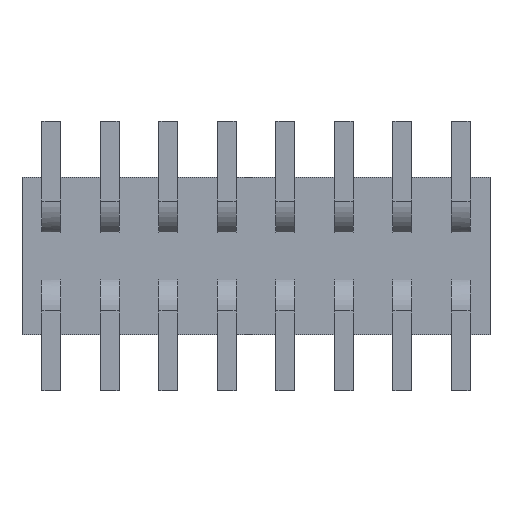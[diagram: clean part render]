
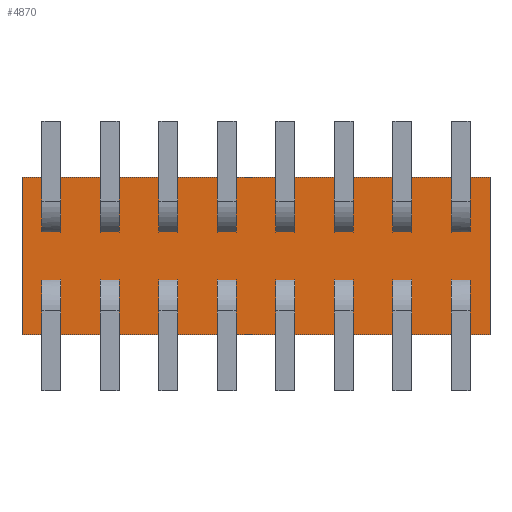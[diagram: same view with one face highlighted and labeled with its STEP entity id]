
A CAD part, front view. The second image highlights one B-rep face of the part: STEP entity #4870.
In plain terms, the highlighted planar face has unit normal (0, -1, 0).
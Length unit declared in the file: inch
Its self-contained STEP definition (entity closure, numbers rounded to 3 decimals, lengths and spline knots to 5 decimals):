
#1455=ORIENTED_EDGE('',*,*,#2143,.F.);
#1456=ORIENTED_EDGE('',*,*,#2136,.F.);
#1457=ORIENTED_EDGE('',*,*,#2162,.F.);
#1458=ORIENTED_EDGE('',*,*,#2140,.F.);
#2136=EDGE_CURVE('',#2584,#2582,#3194,.T.);
#2140=EDGE_CURVE('',#2588,#2586,#3198,.T.);
#2143=EDGE_CURVE('',#2582,#2588,#3201,.T.);
#2162=EDGE_CURVE('',#2586,#2584,#3220,.T.);
#2582=VERTEX_POINT('',#7840);
#2584=VERTEX_POINT('',#7844);
#2586=VERTEX_POINT('',#7849);
#2588=VERTEX_POINT('',#7853);
#3194=LINE('',#7845,#3816);
#3198=LINE('',#7854,#3820);
#3201=LINE('',#7860,#3823);
#3220=LINE('',#7895,#3842);
#3816=VECTOR('',#6466,39.37008);
#3820=VECTOR('',#6472,39.37008);
#3823=VECTOR('',#6477,39.37008);
#3842=VECTOR('',#6500,39.37008);
#4100=EDGE_LOOP('',(#1455,#1456,#1457,#1458));
#4358=FACE_BOUND('',#4100,.T.);
#4612=PLANE('',#5243);
#4870=ADVANCED_FACE('',(#4358),#4612,.F.);
#5243=AXIS2_PLACEMENT_3D('',#7900,#6507,#6508);
#6466=DIRECTION('',(-1.,0.,0.));
#6472=DIRECTION('',(1.,0.,0.));
#6477=DIRECTION('',(0.,0.,1.));
#6500=DIRECTION('',(0.,0.,-1.));
#6507=DIRECTION('',(0.,1.,0.));
#6508=DIRECTION('',(0.,0.,1.));
#7840=CARTESIAN_POINT('',(-0.2,0.,-0.0675));
#7844=CARTESIAN_POINT('',(0.2,0.,-0.0675));
#7845=CARTESIAN_POINT('',(0.2,0.,-0.0675));
#7849=CARTESIAN_POINT('',(0.2,0.,0.0675));
#7853=CARTESIAN_POINT('',(-0.2,0.,0.0675));
#7854=CARTESIAN_POINT('',(-0.2,0.,0.0675));
#7860=CARTESIAN_POINT('',(-0.2,0.,-0.0675));
#7895=CARTESIAN_POINT('',(0.2,0.,0.0675));
#7900=CARTESIAN_POINT('',(0.,0.,0.));
